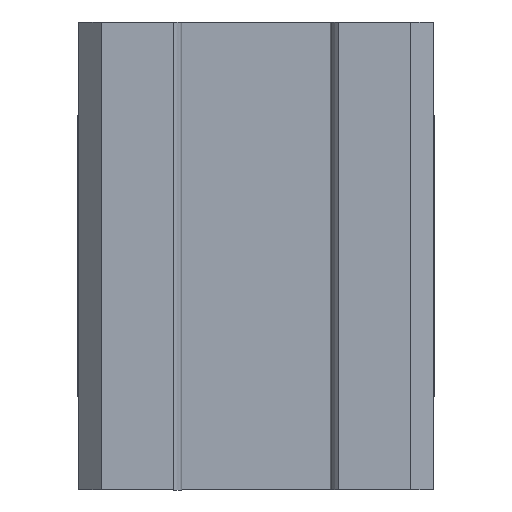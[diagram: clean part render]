
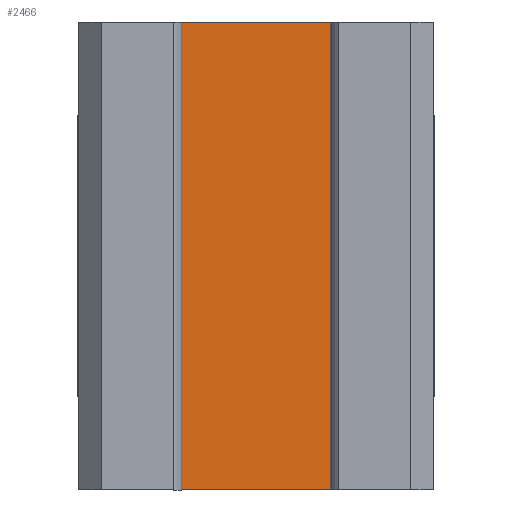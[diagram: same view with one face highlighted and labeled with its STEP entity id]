
A CAD part, front view. The second image highlights one B-rep face of the part: STEP entity #2466.
In plain terms, the highlighted planar face has unit normal (0, -1, 0).
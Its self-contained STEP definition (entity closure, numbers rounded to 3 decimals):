
#277=FACE_OUTER_BOUND('',#451,.T.);
#451=EDGE_LOOP('',(#2230,#2231,#2232,#2233));
#671=LINE('',#8542,#897);
#674=LINE('',#8547,#900);
#676=LINE('',#8551,#902);
#677=LINE('',#8553,#903);
#897=VECTOR('',#3353,14.276);
#900=VECTOR('',#3358,42.);
#902=VECTOR('',#3362,14.276);
#903=VECTOR('',#3365,42.);
#1216=VERTEX_POINT('',#8539);
#1217=VERTEX_POINT('',#8541);
#1218=VERTEX_POINT('',#8545);
#1219=VERTEX_POINT('',#8549);
#1551=EDGE_CURVE('',#1217,#1216,#671,.T.);
#1554=EDGE_CURVE('',#1216,#1218,#674,.T.);
#1556=EDGE_CURVE('',#1218,#1219,#676,.T.);
#1557=EDGE_CURVE('',#1219,#1217,#677,.T.);
#2230=ORIENTED_EDGE('',*,*,#1556,.T.);
#2231=ORIENTED_EDGE('',*,*,#1557,.T.);
#2232=ORIENTED_EDGE('',*,*,#1551,.T.);
#2233=ORIENTED_EDGE('',*,*,#1554,.T.);
#2322=PLANE('',#2693);
#2466=ADVANCED_FACE('',(#277),#2322,.T.);
#2693=AXIS2_PLACEMENT_3D('',#8554,#3366,#3367);
#3353=DIRECTION('',(1.,0.,0.));
#3358=DIRECTION('',(0.,0.,1.));
#3362=DIRECTION('',(-1.,0.,0.));
#3365=DIRECTION('',(0.,0.,-1.));
#3366=DIRECTION('center_axis',(0.,-1.,0.));
#3367=DIRECTION('ref_axis',(0.,0.,-1.));
#8539=CARTESIAN_POINT('',(7.138,2.5,-21.));
#8541=CARTESIAN_POINT('',(-7.138,2.5,-21.));
#8542=CARTESIAN_POINT('',(-7.138,2.5,-21.));
#8545=CARTESIAN_POINT('',(7.138,2.5,21.));
#8547=CARTESIAN_POINT('',(7.138,2.5,21.));
#8549=CARTESIAN_POINT('',(-7.138,2.5,21.));
#8551=CARTESIAN_POINT('',(-7.138,2.5,21.));
#8553=CARTESIAN_POINT('',(-7.138,2.5,21.));
#8554=CARTESIAN_POINT('Origin',(-7.138,2.5,21.));
